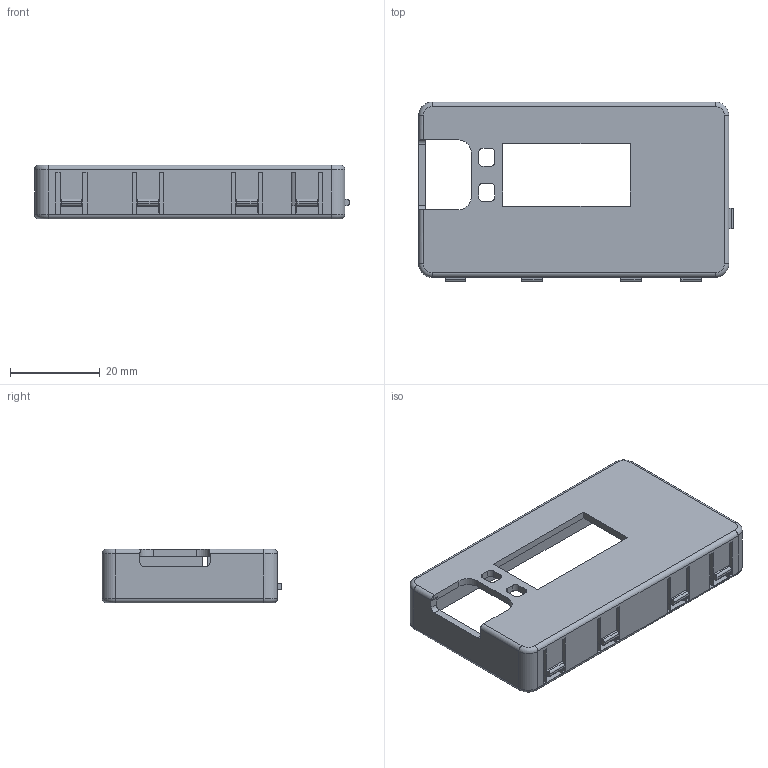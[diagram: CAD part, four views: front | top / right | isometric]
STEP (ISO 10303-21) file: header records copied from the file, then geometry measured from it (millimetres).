
FILE_DESCRIPTION(('FreeCAD Model'),'2;1');
FILE_NAME('Open CASCADE Shape Model','2025-07-06T07:12:33',(''),(''), 'Open CASCADE STEP processor 7.8','FreeCAD','Unknown');
FILE_SCHEMA(('AUTOMOTIVE_DESIGN { 1 0 10303 214 1 1 1 1 }'));
Length unit declared in the file: millimetre
Products named in the file (2): top_case; Body007
Assembly tree (1 placements, depth 2):
  top_case
    Body007
Bounding box: 70.02 x 40.03 x 12 mm (x, y, z)
Volume: 6876.6 mm3; surface area: 9328 mm2
Topology: 1 solids, 1 shells, 181 faces, 500 edges, 328 vertices
Faces by surface type: plane 123, cylinder 50, torus 8
Full cylindrical faces by diameter (mm): 5 x3
Entity records: 5910 total; most frequent: CARTESIAN_POINT 1081, ORIENTED_EDGE 1000, DIRECTION 964, EDGE_CURVE 500, LINE 390, VECTOR 390, VERTEX_POINT 328, AXIS2_PLACEMENT_3D 287
